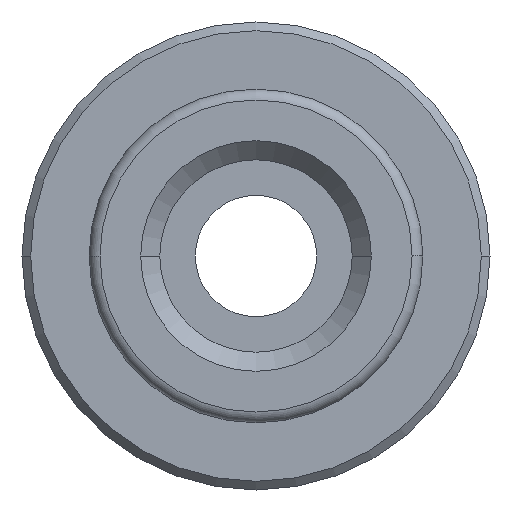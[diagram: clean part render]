
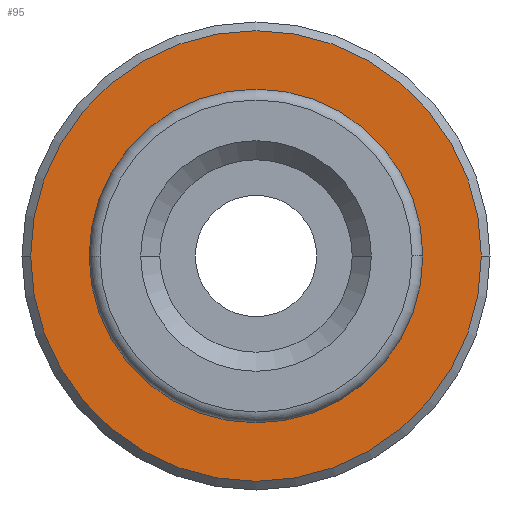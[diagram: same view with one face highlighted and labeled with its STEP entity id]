
A CAD part, front view. The second image highlights one B-rep face of the part: STEP entity #95.
In plain terms, the highlighted planar face has unit normal (0, -1, 0).
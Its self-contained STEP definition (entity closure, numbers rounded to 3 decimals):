
#95=ADVANCED_FACE('',(#251,#252),#253,.T.);
#251=FACE_OUTER_BOUND('',#476,.T.);
#252=FACE_BOUND('',#477,.T.);
#253=PLANE('',#478);
#476=EDGE_LOOP('',(#700,#701));
#477=EDGE_LOOP('',(#702,#703));
#478=AXIS2_PLACEMENT_3D('',#704,#705,#706);
#700=ORIENTED_EDGE('',*,*,#1257,.F.);
#701=ORIENTED_EDGE('',*,*,#1258,.F.);
#702=ORIENTED_EDGE('',*,*,#1259,.F.);
#703=ORIENTED_EDGE('',*,*,#1260,.F.);
#704=CARTESIAN_POINT('',(6.5,3.7,0.0));
#705=DIRECTION('',(-0.0,-1.0,-0.0));
#706=DIRECTION('',(-1.0,0.0,0.0));
#1257=EDGE_CURVE('',#1472,#1473,#1474,.T.);
#1258=EDGE_CURVE('',#1473,#1472,#1475,.T.);
#1259=EDGE_CURVE('',#1476,#1477,#1478,.T.);
#1260=EDGE_CURVE('',#1477,#1476,#1479,.T.);
#1472=VERTEX_POINT('',#1769);
#1473=VERTEX_POINT('',#1770);
#1474=CIRCLE('',#1771,13.0);
#1475=CIRCLE('',#1772,13.0);
#1476=VERTEX_POINT('',#1773);
#1477=VERTEX_POINT('',#1774);
#1478=CIRCLE('',#1775,9.0);
#1479=CIRCLE('',#1776,9.0);
#1769=CARTESIAN_POINT('',(13.0,3.7,0.0));
#1770=CARTESIAN_POINT('',(-13.0,3.7,0.));
#1771=AXIS2_PLACEMENT_3D('',#2366,#2367,#2368);
#1772=AXIS2_PLACEMENT_3D('',#2369,#2370,#2371);
#1773=CARTESIAN_POINT('',(-9.0,3.7,0.));
#1774=CARTESIAN_POINT('',(9.0,3.7,0.));
#1775=AXIS2_PLACEMENT_3D('',#2372,#2373,#2374);
#1776=AXIS2_PLACEMENT_3D('',#2375,#2376,#2377);
#2366=CARTESIAN_POINT('',(0.0,3.7,0.0));
#2367=DIRECTION('',(-0.0,1.0,0.0));
#2368=DIRECTION('',(1.0,0.0,0.0));
#2369=CARTESIAN_POINT('',(0.0,3.7,0.0));
#2370=DIRECTION('',(-0.0,1.0,0.0));
#2371=DIRECTION('',(1.0,0.0,0.0));
#2372=CARTESIAN_POINT('',(0.0,3.7,0.0));
#2373=DIRECTION('',(0.0,-1.0,-0.0));
#2374=DIRECTION('',(1.0,0.0,0.0));
#2375=CARTESIAN_POINT('',(0.0,3.7,0.0));
#2376=DIRECTION('',(0.0,-1.0,-0.0));
#2377=DIRECTION('',(1.0,0.0,0.0));
